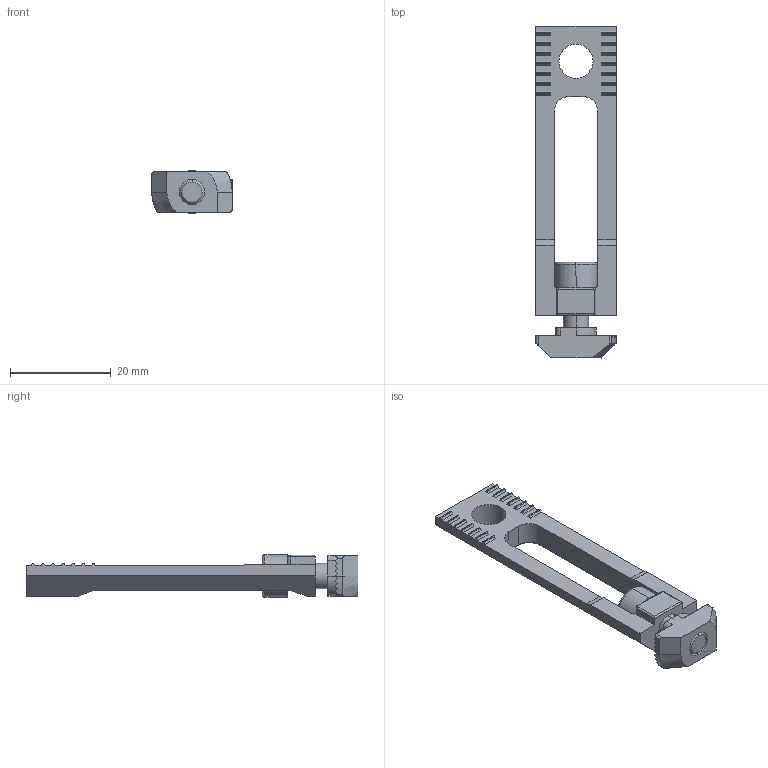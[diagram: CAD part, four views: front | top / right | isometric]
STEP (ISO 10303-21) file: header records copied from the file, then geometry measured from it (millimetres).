
FILE_DESCRIPTION (( 'STEP AP203' ), '1' );
FILE_NAME ('482311501_c_1.STEP', '2023-01-30T01:35:25', ( '' ), ( '' ), 'SwSTEP 2.0', 'SolidWorks 2014', '' );
FILE_SCHEMA (( 'CONFIG_CONTROL_DESIGN' ));
Length unit declared in the file: millimetre
Products named in the file (1): 482311501_c_1
Bounding box: 16 x 66 x 8.5 mm (x, y, z)
Volume: 3302.9 mm3; surface area: 3377.7 mm2
Topology: 3 solids, 3 shells, 244 faces, 688 edges, 446 vertices
Faces by surface type: plane 138, cylinder 79, cone 15, bspline 10, torus 2
Entity records: 8363 total; most frequent: CARTESIAN_POINT 2139, ORIENTED_EDGE 1364, DIRECTION 1208, EDGE_CURVE 682, VERTEX_POINT 444, LINE 434, VECTOR 434, AXIS2_PLACEMENT_3D 387
